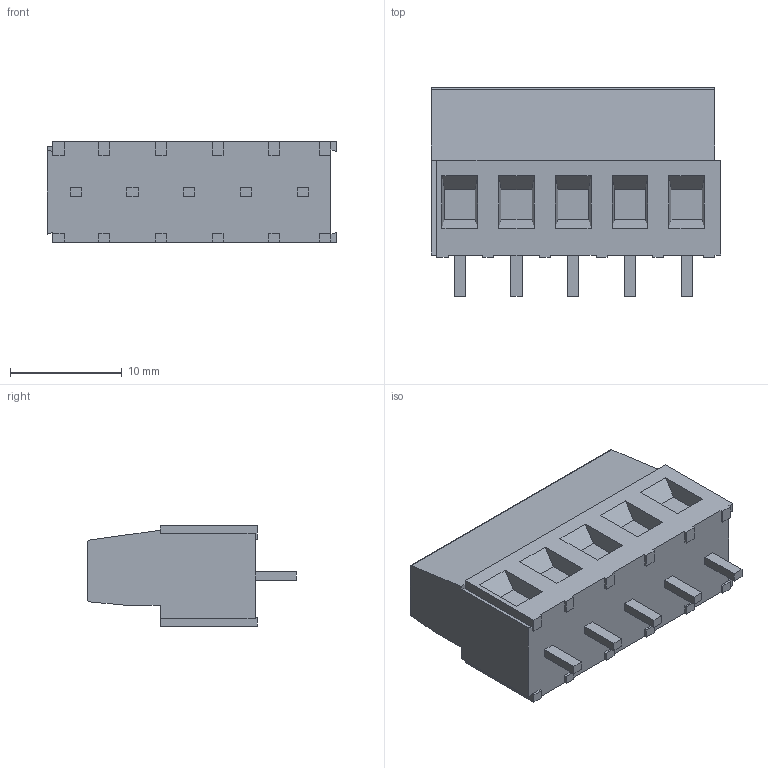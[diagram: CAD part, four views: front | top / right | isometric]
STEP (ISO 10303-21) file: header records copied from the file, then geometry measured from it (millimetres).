
FILE_DESCRIPTION((''),'2;1');
FILE_NAME('C-282841-5','2009-03-21T',('workeradm'),('Tyco Electronics Corporation'),'PRO/ENGINEER BY PARAMETRIC TECHNOLOGY CORPORATION, 2007390','PRO/ENGINEER BY PARAMETRIC TECHNOLOGY CORPORATION, 2007390','');
FILE_SCHEMA(('AUTOMOTIVE_DESIGN { 1 0 10303 214 1 1 1 1 }'));
Length unit declared in the file: millimetre
Products named in the file (1): C-282841-5
Bounding box: 25.9 x 18.7 x 9 mm (x, y, z)
Volume: 2803.2 mm3; surface area: 1736.3 mm2
Topology: 1 solids, 1 shells, 218 faces, 527 edges, 351 vertices
Faces by surface type: plane 186, torus 20, cylinder 12
Entity records: 8220 total; most frequent: CARTESIAN_POINT 1361, ORIENTED_EDGE 1054, DIRECTION 1027, PRESENTATION_STYLE_ASSIGNMENT 528, STYLED_ITEM 528, CURVE_STYLE 527, EDGE_CURVE 527, VECTOR 423
